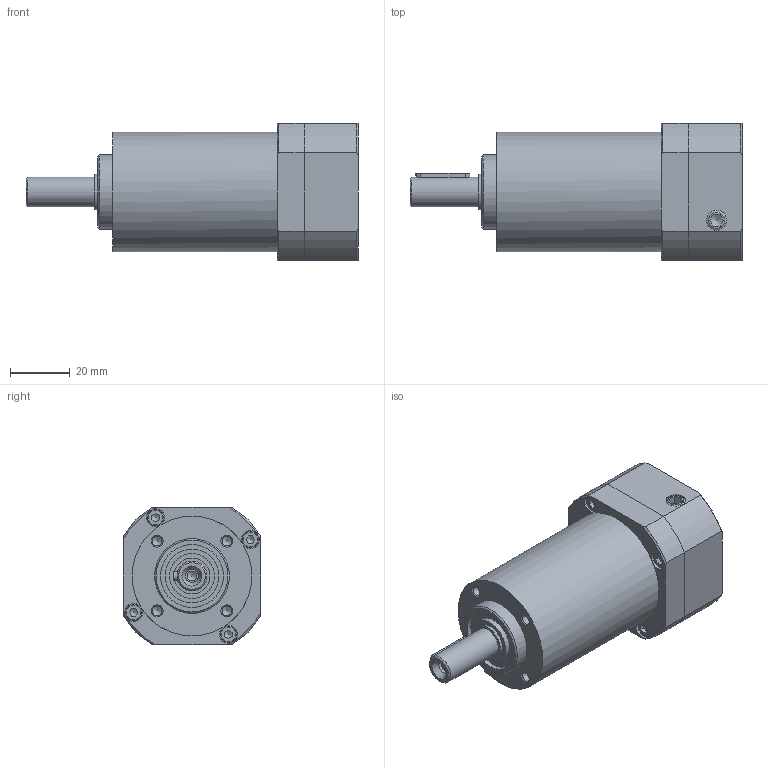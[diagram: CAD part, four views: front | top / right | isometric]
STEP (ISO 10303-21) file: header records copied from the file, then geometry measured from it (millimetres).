
FILE_DESCRIPTION(('FreeCAD Model'),'2;1');
FILE_NAME('PD040_2_24.step', '2014-06-24T12:12:23',('FreeCAD'),('FreeCAD'), 'Open CASCADE STEP processor 6.3','FreeCAD','Unknown');
FILE_SCHEMA(('AUTOMOTIVE_DESIGN_CC2 { 1 2 10303 214 -1 1 5 4 }'));
Length unit declared in the file: millimetre
Products named in the file (1): PD040_1_24
Bounding box: 111 x 46 x 46 mm (x, y, z)
Volume: 108267.1 mm3; surface area: 29133.5 mm2
Topology: 1 solids, 15 shells, 237 faces, 549 edges, 361 vertices
Faces by surface type: plane 101, bspline 57, cylinder 48, cone 27, torus 4
Full cylindrical faces by diameter (mm): 3 x4, 4.3 x1, 5 x1, 5.5 x4, 10 x1, 11 x1, 11.5 x1, 12 x1, 15 x2, 18 x2, 21 x1, 22 x1, 25 x1, 28 x2, 28.2 x1, 29.4 x1, 35 x1, 35.2 x1, 36 x1, 40 x1
Entity records: 21894 total; most frequent: CARTESIAN_POINT 12789, DIRECTION 1383, ORIENTED_EDGE 1010, PCURVE 1010, DEFINITIONAL_REPRESENTATION 1010, B_SPLINE_CURVE_WITH_KNOTS 546, LINE 506, VECTOR 506
